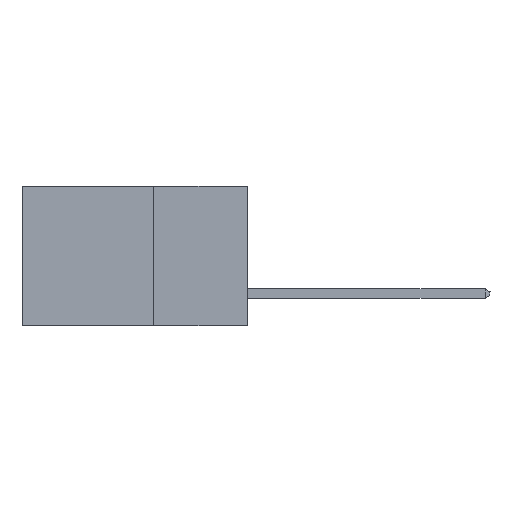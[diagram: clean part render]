
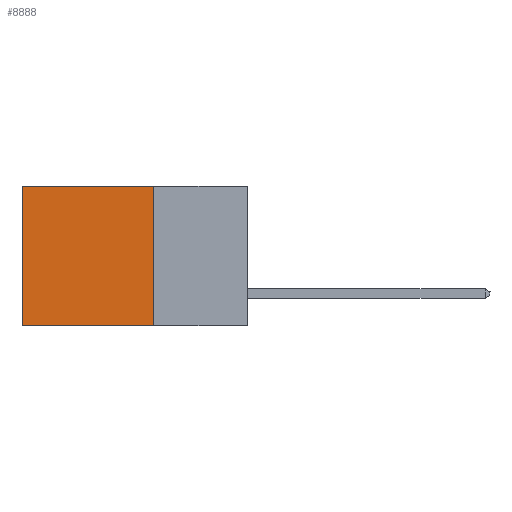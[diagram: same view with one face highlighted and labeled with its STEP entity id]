
A CAD part, left-side view. The second image highlights one B-rep face of the part: STEP entity #8888.
In plain terms, the highlighted planar face has unit normal (-1, 0, 0).
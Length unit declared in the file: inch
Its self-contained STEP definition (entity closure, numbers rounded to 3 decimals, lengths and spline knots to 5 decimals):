
#165 = DIRECTION ( 'NONE',  ( 0., 1., 0. ) ) ;
#707 = EDGE_CURVE ( 'NONE', #8824, #5439, #3708, .T. ) ;
#1567 = DIRECTION ( 'NONE',  ( 0., 0., -1. ) ) ;
#1702 = PLANE ( 'NONE',  #8160 ) ;
#2202 = LINE ( 'NONE', #9855, #7675 ) ;
#2426 = VECTOR ( 'NONE', #1567, 39.37008 ) ;
#2621 = EDGE_CURVE ( 'NONE', #11886, #8824, #2202, .T. ) ;
#2630 = CARTESIAN_POINT ( 'NONE',  ( 0.2615, 0.25, -0.37 ) ) ;
#2748 = LINE ( 'NONE', #2630, #2426 ) ;
#3275 = CARTESIAN_POINT ( 'NONE',  ( 0.2615, 0.25, 0. ) ) ;
#3708 = LINE ( 'NONE', #11302, #6373 ) ;
#3906 = ORIENTED_EDGE ( 'NONE', *, *, #11314, .F. ) ;
#4118 = ORIENTED_EDGE ( 'NONE', *, *, #8818, .F. ) ;
#4659 = DIRECTION ( 'NONE',  ( 1., 0., 0. ) ) ;
#4939 = ORIENTED_EDGE ( 'NONE', *, *, #707, .T. ) ;
#5439 = VERTEX_POINT ( 'NONE', #8460 ) ;
#5456 = CARTESIAN_POINT ( 'NONE',  ( 0.2615, 0.25, -0.37 ) ) ;
#6373 = VECTOR ( 'NONE', #7487, 39.37008 ) ;
#6396 = FACE_OUTER_BOUND ( 'NONE', #6638, .T. ) ;
#6572 = CARTESIAN_POINT ( 'NONE',  ( 0.2615, 0.25, -0.37 ) ) ;
#6624 = VECTOR ( 'NONE', #165, 39.37008 ) ;
#6638 = EDGE_LOOP ( 'NONE', ( #4939, #3906, #4118, #7682 ) ) ;
#7487 = DIRECTION ( 'NONE',  ( 0., 0., -1. ) ) ;
#7675 = VECTOR ( 'NONE', #8072, 39.37008 ) ;
#7682 = ORIENTED_EDGE ( 'NONE', *, *, #2621, .T. ) ;
#8072 = DIRECTION ( 'NONE',  ( 0., 1., 0. ) ) ;
#8160 = AXIS2_PLACEMENT_3D ( 'NONE', #5456, #4659, #8311 ) ;
#8311 = DIRECTION ( 'NONE',  ( 0., 0., -1. ) ) ;
#8460 = CARTESIAN_POINT ( 'NONE',  ( 0.2615, 0.6, -0.37 ) ) ;
#8818 = EDGE_CURVE ( 'NONE', #11886, #10635, #2748, .T. ) ;
#8824 = VERTEX_POINT ( 'NONE', #10218 ) ;
#8888 = ADVANCED_FACE ( 'NONE', ( #6396 ), #1702, .F. ) ;
#9855 = CARTESIAN_POINT ( 'NONE',  ( 0.2615, 0.25, 0. ) ) ;
#10218 = CARTESIAN_POINT ( 'NONE',  ( 0.2615, 0.6, 0. ) ) ;
#10475 = LINE ( 'NONE', #10588, #6624 ) ;
#10588 = CARTESIAN_POINT ( 'NONE',  ( 0.2615, 0.25, -0.37 ) ) ;
#10635 = VERTEX_POINT ( 'NONE', #6572 ) ;
#11302 = CARTESIAN_POINT ( 'NONE',  ( 0.2615, 0.6, -0.37 ) ) ;
#11314 = EDGE_CURVE ( 'NONE', #10635, #5439, #10475, .T. ) ;
#11886 = VERTEX_POINT ( 'NONE', #3275 ) ;
